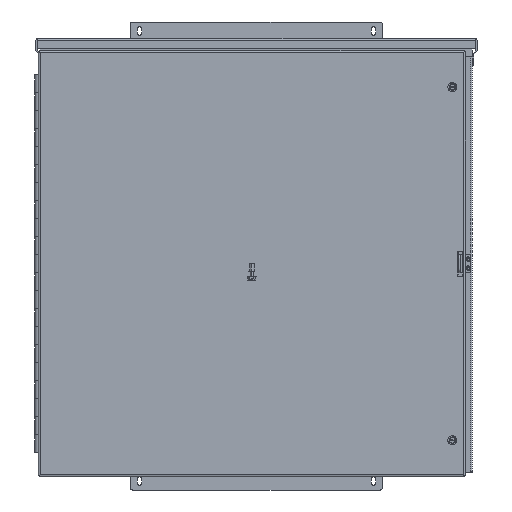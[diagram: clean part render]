
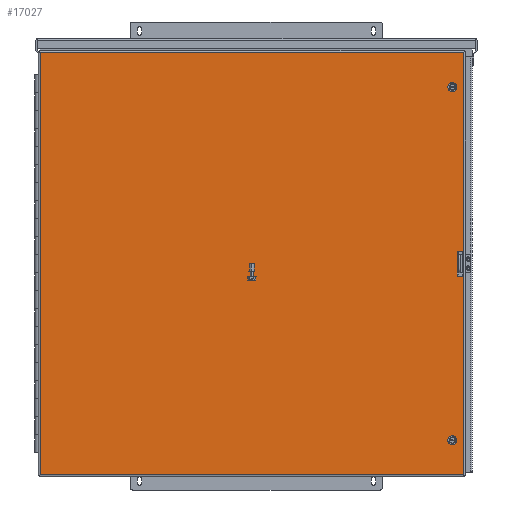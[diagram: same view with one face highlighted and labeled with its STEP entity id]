
A CAD part, front view. The second image highlights one B-rep face of the part: STEP entity #17027.
In plain terms, the highlighted planar face has unit normal (0, -1, 0).
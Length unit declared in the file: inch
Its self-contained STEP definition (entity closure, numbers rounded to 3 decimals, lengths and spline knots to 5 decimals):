
#157 = VERTEX_POINT ( 'NONE', #5780 ) ;
#242 = CARTESIAN_POINT ( 'NONE',  ( 11.508, -10.172, 11.306 ) ) ;
#499 = EDGE_CURVE ( 'NONE', #19977, #20148, #23641, .T. ) ;
#756 = DIRECTION ( 'NONE',  ( 0., 1., 0. ) ) ;
#765 = EDGE_LOOP ( 'NONE', ( #1250, #22878 ) ) ;
#1239 = VERTEX_POINT ( 'NONE', #6534 ) ;
#1250 = ORIENTED_EDGE ( 'NONE', *, *, #19260, .T. ) ;
#1609 = ORIENTED_EDGE ( 'NONE', *, *, #13428, .T. ) ;
#1734 = EDGE_CURVE ( 'NONE', #10760, #157, #24893, .T. ) ;
#1944 = CIRCLE ( 'NONE', #20218, 0.133 ) ;
#2221 = AXIS2_PLACEMENT_3D ( 'NONE', #3356, #7397, #16061 ) ;
#2310 = CARTESIAN_POINT ( 'NONE',  ( 11.45975, -10.172, 0.259 ) ) ;
#2411 = CARTESIAN_POINT ( 'NONE',  ( 11.45975, -10.172, -1.116 ) ) ;
#3356 = CARTESIAN_POINT ( 'NONE',  ( 11.508, -10.172, -12.163 ) ) ;
#3475 = DIRECTION ( 'NONE',  ( 1., 0., 0. ) ) ;
#3615 = ORIENTED_EDGE ( 'NONE', *, *, #20288, .T. ) ;
#4118 = CIRCLE ( 'NONE', #23296, 0.133 ) ;
#4233 = EDGE_CURVE ( 'NONE', #157, #9131, #13074, .T. ) ;
#4249 = ORIENTED_EDGE ( 'NONE', *, *, #16547, .T. ) ;
#5463 = CARTESIAN_POINT ( 'NONE',  ( 10.884, -10.172, -10.241 ) ) ;
#5496 = CARTESIAN_POINT ( 'NONE',  ( -12.026, -10.172, -12.163 ) ) ;
#5629 = VECTOR ( 'NONE', #26833, 39.37008 ) ;
#5681 = DIRECTION ( 'NONE',  ( 0., 0., -1. ) ) ;
#5780 = CARTESIAN_POINT ( 'NONE',  ( 11.508, -10.172, 11.306 ) ) ;
#5824 = VERTEX_POINT ( 'NONE', #15319 ) ;
#6146 = DIRECTION ( 'NONE',  ( 1., 0., 0. ) ) ;
#6245 = CARTESIAN_POINT ( 'NONE',  ( 11.14725, -10.172, 0.259 ) ) ;
#6479 = VECTOR ( 'NONE', #15975, 39.37008 ) ;
#6534 = CARTESIAN_POINT ( 'NONE',  ( 11.017, -10.172, 9.384 ) ) ;
#7211 = VERTEX_POINT ( 'NONE', #12110 ) ;
#7292 = CARTESIAN_POINT ( 'NONE',  ( 10.884, -10.172, 9.384 ) ) ;
#7344 = CARTESIAN_POINT ( 'NONE',  ( -12.026, -10.172, -12.163 ) ) ;
#7397 = DIRECTION ( 'NONE',  ( 0., -1., 0. ) ) ;
#7657 = DIRECTION ( 'NONE',  ( 0., 1., 0. ) ) ;
#7884 = ORIENTED_EDGE ( 'NONE', *, *, #21425, .T. ) ;
#8032 = ORIENTED_EDGE ( 'NONE', *, *, #16092, .T. ) ;
#8709 = VECTOR ( 'NONE', #11942, 39.37008 ) ;
#8746 = DIRECTION ( 'NONE',  ( 1., 0., 0. ) ) ;
#9131 = VERTEX_POINT ( 'NONE', #16992 ) ;
#9408 = DIRECTION ( 'NONE',  ( 1., 0., 0. ) ) ;
#9432 = LINE ( 'NONE', #18216, #8709 ) ;
#9436 = LINE ( 'NONE', #22276, #19886 ) ;
#9718 = VERTEX_POINT ( 'NONE', #14013 ) ;
#9785 = FACE_BOUND ( 'NONE', #11017, .T. ) ;
#10179 = EDGE_CURVE ( 'NONE', #18185, #1239, #25532, .T. ) ;
#10760 = VERTEX_POINT ( 'NONE', #15558 ) ;
#10932 = DIRECTION ( 'NONE',  ( 0., 0., -1. ) ) ;
#11017 = EDGE_LOOP ( 'NONE', ( #21506, #25978, #8032, #3615 ) ) ;
#11247 = DIRECTION ( 'NONE',  ( 0., 0., 1. ) ) ;
#11479 = DIRECTION ( 'NONE',  ( 0., 1., 0. ) ) ;
#11904 = CARTESIAN_POINT ( 'NONE',  ( 11.508, -10.172, -12.163 ) ) ;
#11942 = DIRECTION ( 'NONE',  ( -1., 0., 0. ) ) ;
#12110 = CARTESIAN_POINT ( 'NONE',  ( 11.017, -10.172, -10.241 ) ) ;
#13074 = LINE ( 'NONE', #242, #19588 ) ;
#13428 = EDGE_CURVE ( 'NONE', #9131, #26821, #22714, .T. ) ;
#13961 = FACE_BOUND ( 'NONE', #765, .T. ) ;
#14013 = CARTESIAN_POINT ( 'NONE',  ( 10.751, -10.172, -10.241 ) ) ;
#14486 = VECTOR ( 'NONE', #5681, 39.37008 ) ;
#14997 = EDGE_CURVE ( 'NONE', #20148, #5824, #9432, .T. ) ;
#15319 = CARTESIAN_POINT ( 'NONE',  ( 11.14725, -10.172, -1.116 ) ) ;
#15558 = CARTESIAN_POINT ( 'NONE',  ( 11.508, -10.172, -12.163 ) ) ;
#15975 = DIRECTION ( 'NONE',  ( 1., 0., 0. ) ) ;
#16061 = DIRECTION ( 'NONE',  ( 1., 0., 0. ) ) ;
#16092 = EDGE_CURVE ( 'NONE', #5824, #18794, #9436, .T. ) ;
#16547 = EDGE_CURVE ( 'NONE', #1239, #18185, #27039, .T. ) ;
#16652 = ORIENTED_EDGE ( 'NONE', *, *, #4233, .T. ) ;
#16992 = CARTESIAN_POINT ( 'NONE',  ( -12.026, -10.172, 11.306 ) ) ;
#17025 = DIRECTION ( 'NONE',  ( 0., 1., 0. ) ) ;
#17027 = ADVANCED_FACE ( 'NONE', ( #22630, #24870, #9785, #13961 ), #22492, .T. ) ;
#17191 = ORIENTED_EDGE ( 'NONE', *, *, #10179, .T. ) ;
#18185 = VERTEX_POINT ( 'NONE', #24171 ) ;
#18216 = CARTESIAN_POINT ( 'NONE',  ( 11.14725, -10.172, -1.116 ) ) ;
#18387 = EDGE_CURVE ( 'NONE', #9718, #7211, #4118, .T. ) ;
#18427 = VECTOR ( 'NONE', #10932, 39.37008 ) ;
#18701 = CARTESIAN_POINT ( 'NONE',  ( 10.884, -10.172, 9.384 ) ) ;
#18794 = VERTEX_POINT ( 'NONE', #6245 ) ;
#19260 = EDGE_CURVE ( 'NONE', #7211, #9718, #1944, .T. ) ;
#19499 = LINE ( 'NONE', #2310, #22044 ) ;
#19588 = VECTOR ( 'NONE', #26329, 39.37008 ) ;
#19886 = VECTOR ( 'NONE', #11247, 39.37008 ) ;
#19977 = VERTEX_POINT ( 'NONE', #24257 ) ;
#20148 = VERTEX_POINT ( 'NONE', #23121 ) ;
#20185 = CARTESIAN_POINT ( 'NONE',  ( 11.508, -10.172, -12.163 ) ) ;
#20218 = AXIS2_PLACEMENT_3D ( 'NONE', #5463, #11479, #24328 ) ;
#20288 = EDGE_CURVE ( 'NONE', #18794, #19977, #19499, .T. ) ;
#21425 = EDGE_CURVE ( 'NONE', #26821, #10760, #22269, .T. ) ;
#21431 = EDGE_LOOP ( 'NONE', ( #16652, #1609, #7884, #24059 ) ) ;
#21506 = ORIENTED_EDGE ( 'NONE', *, *, #499, .T. ) ;
#21967 = AXIS2_PLACEMENT_3D ( 'NONE', #18701, #7657, #3475 ) ;
#22044 = VECTOR ( 'NONE', #8746, 39.37008 ) ;
#22269 = LINE ( 'NONE', #20185, #6479 ) ;
#22276 = CARTESIAN_POINT ( 'NONE',  ( 11.14725, -10.172, 0.259 ) ) ;
#22492 = PLANE ( 'NONE',  #2221 ) ;
#22630 = FACE_OUTER_BOUND ( 'NONE', #21431, .T. ) ;
#22714 = LINE ( 'NONE', #7344, #14486 ) ;
#22878 = ORIENTED_EDGE ( 'NONE', *, *, #18387, .T. ) ;
#23121 = CARTESIAN_POINT ( 'NONE',  ( 11.45975, -10.172, -1.116 ) ) ;
#23296 = AXIS2_PLACEMENT_3D ( 'NONE', #25684, #17025, #6146 ) ;
#23641 = LINE ( 'NONE', #2411, #18427 ) ;
#24059 = ORIENTED_EDGE ( 'NONE', *, *, #1734, .T. ) ;
#24171 = CARTESIAN_POINT ( 'NONE',  ( 10.751, -10.172, 9.384 ) ) ;
#24257 = CARTESIAN_POINT ( 'NONE',  ( 11.45975, -10.172, 0.259 ) ) ;
#24328 = DIRECTION ( 'NONE',  ( 1., 0., 0. ) ) ;
#24870 = FACE_BOUND ( 'NONE', #26413, .T. ) ;
#24893 = LINE ( 'NONE', #11904, #5629 ) ;
#25242 = AXIS2_PLACEMENT_3D ( 'NONE', #7292, #756, #9408 ) ;
#25532 = CIRCLE ( 'NONE', #21967, 0.133 ) ;
#25684 = CARTESIAN_POINT ( 'NONE',  ( 10.884, -10.172, -10.241 ) ) ;
#25978 = ORIENTED_EDGE ( 'NONE', *, *, #14997, .T. ) ;
#26329 = DIRECTION ( 'NONE',  ( -1., 0., 0. ) ) ;
#26413 = EDGE_LOOP ( 'NONE', ( #4249, #17191 ) ) ;
#26821 = VERTEX_POINT ( 'NONE', #5496 ) ;
#26833 = DIRECTION ( 'NONE',  ( 0., 0., 1. ) ) ;
#27039 = CIRCLE ( 'NONE', #25242, 0.133 ) ;
